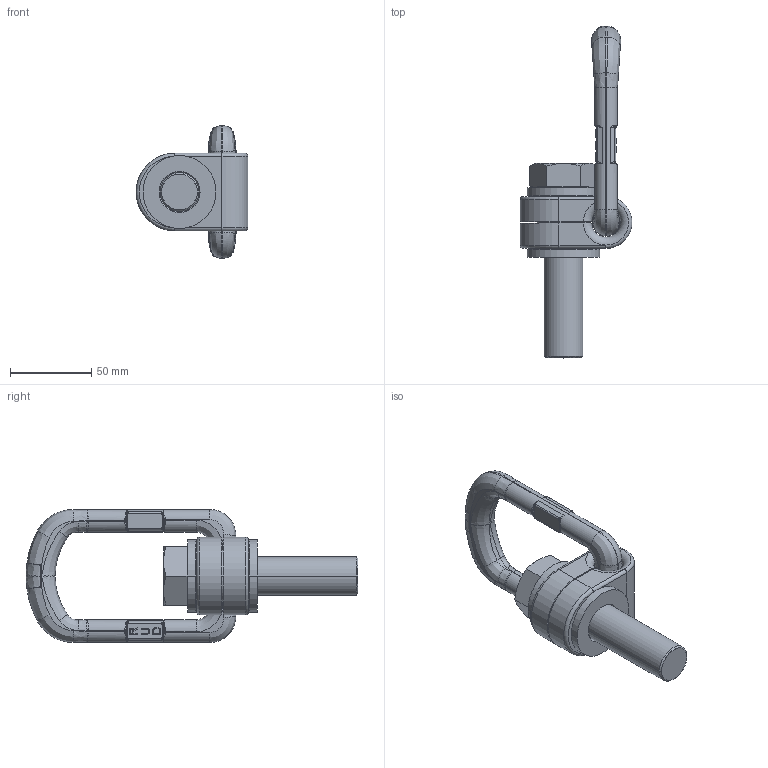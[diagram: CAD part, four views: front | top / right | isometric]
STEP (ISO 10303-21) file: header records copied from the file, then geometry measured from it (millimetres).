
FILE_DESCRIPTION((''),'2;1');
FILE_NAME('001-M31195-DX1_ASM','2006-02-23T',('jakubetz'),(''),'PRO/ENGINEER BY PARAMETRIC TECHNOLOGY CORPORATION, 2001400','PRO/ENGINEER BY PARAMETRIC TECHNOLOGY CORPORATION, 2001400','');
FILE_SCHEMA(('CONFIG_CONTROL_DESIGN'));
Length unit declared in the file: millimetre
Products named in the file (7): 001-M31195-P-0; 001-M31195-BA3; 001-M31195-BA2; 001-M31195-RT4; 001-M32008-RT1; 001-M31122-V06; 001-M31195-DX1_ASM
Assembly tree (6 placements, depth 2):
  001-M31195-DX1_ASM
    001-M31195-P-0
    001-M31195-BA3
    001-M31195-BA2
    001-M31195-RT4
    001-M32008-RT1
    001-M31122-V06
Bounding box: 69 x 204.85 x 82 mm (x, y, z)
Volume: 199005.4 mm3; surface area: 65047.9 mm2
Topology: 6 solids, 7 shells, 969 faces, 2474 edges, 1554 vertices
Faces by surface type: plane 562, bspline 224, cylinder 121, torus 26, cone 20, sphere 16
Entity records: 40855 total; most frequent: CARTESIAN_POINT 18776, ORIENTED_EDGE 4944, DIRECTION 3946, EDGE_CURVE 2474, VECTOR 1602, LINE 1602, VERTEX_POINT 1554, AXIS2_PLACEMENT_3D 1172
